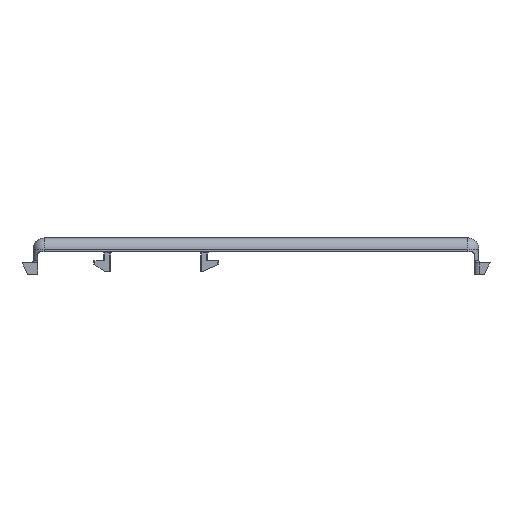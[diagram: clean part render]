
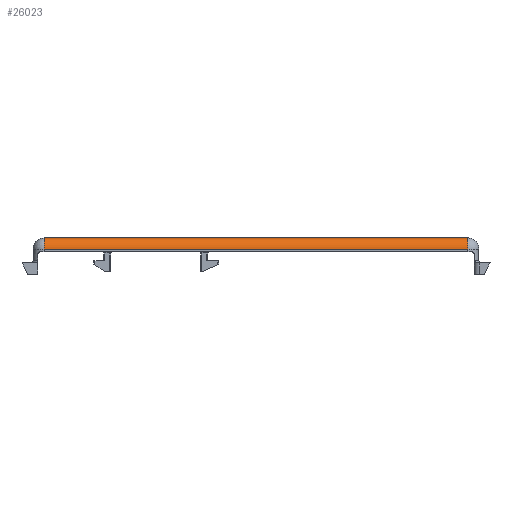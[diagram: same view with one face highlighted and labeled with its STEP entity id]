
A CAD part, left-side view. The second image highlights one B-rep face of the part: STEP entity #26023.
In plain terms, the highlighted cylindrical face has radius 2 mm (diameter 4 mm), a partial arc.
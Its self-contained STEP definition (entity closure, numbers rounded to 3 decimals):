
#1865=LINE('',#35368,#4990);
#1866=LINE('',#35369,#4991);
#4990=VECTOR('',#29301,10.);
#4991=VECTOR('',#29302,10.);
#8026=CYLINDRICAL_SURFACE('',#27713,2.);
#8120=FACE_OUTER_BOUND('',#9638,.T.);
#9638=EDGE_LOOP('',(#18630,#18631,#18632,#18633));
#11253=CIRCLE('',#27704,2.);
#11256=CIRCLE('',#27710,2.);
#11901=VERTEX_POINT('',#34723);
#11912=VERTEX_POINT('',#34777);
#12033=VERTEX_POINT('',#35351);
#12035=VERTEX_POINT('',#35362);
#14644=EDGE_CURVE('',#12033,#11901,#11253,.F.);
#14649=EDGE_CURVE('',#11912,#12035,#11256,.F.);
#14652=EDGE_CURVE('',#12035,#12033,#1865,.T.);
#14653=EDGE_CURVE('',#11901,#11912,#1866,.T.);
#18630=ORIENTED_EDGE('',*,*,#14649,.T.);
#18631=ORIENTED_EDGE('',*,*,#14652,.T.);
#18632=ORIENTED_EDGE('',*,*,#14644,.T.);
#18633=ORIENTED_EDGE('',*,*,#14653,.T.);
#26023=ADVANCED_FACE('',(#8120),#8026,.T.);
#27704=AXIS2_PLACEMENT_3D('',#35353,#29278,#29279);
#27710=AXIS2_PLACEMENT_3D('',#35363,#29292,#29293);
#27713=AXIS2_PLACEMENT_3D('',#35367,#29299,#29300);
#29278=DIRECTION('center_axis',(0.,1.,0.));
#29279=DIRECTION('ref_axis',(0.,0.,1.));
#29292=DIRECTION('center_axis',(0.,-1.,0.));
#29293=DIRECTION('ref_axis',(-1.,0.,0.));
#29299=DIRECTION('center_axis',(0.,-1.,0.));
#29300=DIRECTION('ref_axis',(-0.707,0.,0.707));
#29301=DIRECTION('',(0.,1.,0.));
#29302=DIRECTION('',(0.,-1.,0.));
#34723=CARTESIAN_POINT('',(5.,83.,0.5));
#34777=CARTESIAN_POINT('',(5.,7.,0.5));
#35351=CARTESIAN_POINT('',(7.,83.,2.5));
#35353=CARTESIAN_POINT('Origin',(7.,83.,0.5));
#35362=CARTESIAN_POINT('',(7.,7.,2.5));
#35363=CARTESIAN_POINT('Origin',(7.,7.,0.5));
#35367=CARTESIAN_POINT('Origin',(7.,65.,0.5));
#35368=CARTESIAN_POINT('',(7.,65.,2.5));
#35369=CARTESIAN_POINT('',(5.,65.,0.5));
